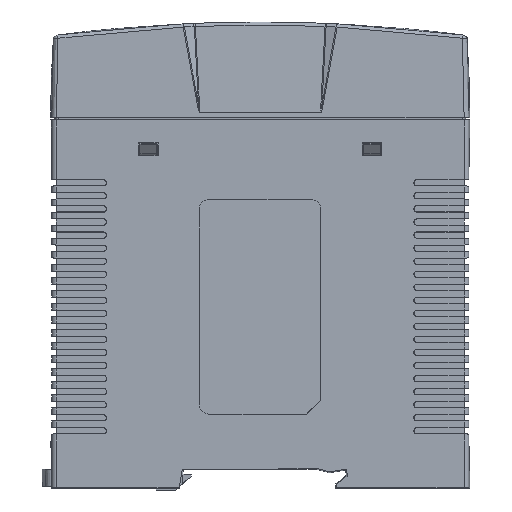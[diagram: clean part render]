
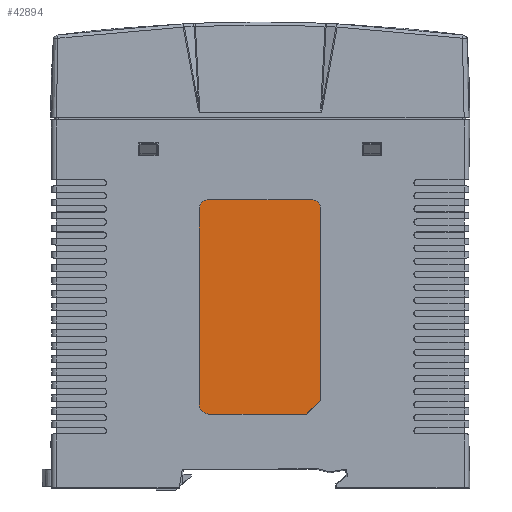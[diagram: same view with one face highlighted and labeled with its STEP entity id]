
A CAD part, left-side view. The second image highlights one B-rep face of the part: STEP entity #42894.
In plain terms, the highlighted planar face has unit normal (-1, 0, 0).
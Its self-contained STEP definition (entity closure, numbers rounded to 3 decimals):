
#8573=DIRECTION('',(0.,-1.,0.));
#8574=VECTOR('',#8573,22.);
#8575=CARTESIAN_POINT('',(-11.044,11.05,22.896));
#8576=LINE('',#8575,#8574);
#8580=CARTESIAN_POINT('',(-11.044,-10.95,
20.895));
#8581=DIRECTION('',(1.,0.,0.));
#8582=DIRECTION('',(0.,0.,1.));
#8583=AXIS2_PLACEMENT_3D('',#8580,#8581,#8582);
#8588=DIRECTION('',(0.,0.,-1.));
#8589=VECTOR('',#8588,41.001);
#8590=CARTESIAN_POINT('',(-11.044,-12.951,
20.895));
#8591=LINE('',#8590,#8589);
#8595=DIRECTION('',(0.,-0.707,0.707));
#8596=VECTOR('',#8595,4.244);
#8597=CARTESIAN_POINT('',(-11.044,-9.95,
-23.107));
#8598=LINE('',#8597,#8596);
#8602=DIRECTION('',(0.,-1.,0.));
#8603=VECTOR('',#8602,21.001);
#8604=CARTESIAN_POINT('',(-11.044,11.05,
-23.107));
#8605=LINE('',#8604,#8603);
#8609=CARTESIAN_POINT('',(-11.044,11.05,
-21.105));
#8610=DIRECTION('',(1.,0.,0.));
#8611=DIRECTION('',(0.,0.,-1.));
#8612=AXIS2_PLACEMENT_3D('',#8609,#8610,#8611);
#8617=DIRECTION('',(0.,0.,-1.));
#8618=VECTOR('',#8617,42.);
#8619=CARTESIAN_POINT('',(-11.044,13.052,20.895));
#8620=LINE('',#8619,#8618);
#8624=CARTESIAN_POINT('',(-11.044,11.05,20.895));
#8625=DIRECTION('',(1.,0.,0.));
#8626=DIRECTION('',(0.,1.,0.));
#8627=AXIS2_PLACEMENT_3D('',#8624,#8625,#8626);
#31105=CARTESIAN_POINT('',(-11.044,11.05,
22.896));
#31106=CARTESIAN_POINT('',(-11.044,-10.95,
22.896));
#31107=VERTEX_POINT('',#31105);
#31108=VERTEX_POINT('',#31106);
#31109=CARTESIAN_POINT('',(-11.044,-12.951,
20.895));
#31110=VERTEX_POINT('',#31109);
#31111=CARTESIAN_POINT('',(-11.044,-12.951,
-20.106));
#31112=VERTEX_POINT('',#31111);
#31113=CARTESIAN_POINT('',(-11.044,-9.95,
-23.107));
#31114=VERTEX_POINT('',#31113);
#31115=CARTESIAN_POINT('',(-11.044,11.05,
-23.107));
#31116=VERTEX_POINT('',#31115);
#31117=CARTESIAN_POINT('',(-11.044,13.052,
-21.105));
#31118=VERTEX_POINT('',#31117);
#31119=CARTESIAN_POINT('',(-11.044,13.052,
20.895));
#31120=VERTEX_POINT('',#31119);
#42872=CARTESIAN_POINT('',(-11.044,15.825,
27.669));
#42873=DIRECTION('',(1.,0.,0.));
#42874=DIRECTION('',(0.,1.,0.));
#42875=AXIS2_PLACEMENT_3D('',#42872,#42873,#42874);
#42876=PLANE('',#42875);
#42878=ORIENTED_EDGE('',*,*,#42877,.T.);
#42880=ORIENTED_EDGE('',*,*,#42879,.T.);
#42882=ORIENTED_EDGE('',*,*,#42881,.T.);
#42884=ORIENTED_EDGE('',*,*,#42883,.F.);
#42886=ORIENTED_EDGE('',*,*,#42885,.F.);
#42888=ORIENTED_EDGE('',*,*,#42887,.T.);
#42890=ORIENTED_EDGE('',*,*,#42889,.F.);
#42891=ORIENTED_EDGE('',*,*,#42855,.T.);
#42892=EDGE_LOOP('',(#42878,#42880,#42882,#42884,#42886,#42888,#42890,#42891));
#42893=FACE_OUTER_BOUND('',#42892,.F.);
#42894=ADVANCED_FACE('',(#42893),#42876,.F.);
#8584=CIRCLE('',#8583,2.002);
#8613=CIRCLE('',#8612,2.002);
#8628=CIRCLE('',#8627,2.002);
#42855=EDGE_CURVE('',#31120,#31107,#8628,.T.);
#42877=EDGE_CURVE('',#31107,#31108,#8576,.T.);
#42879=EDGE_CURVE('',#31108,#31110,#8584,.T.);
#42881=EDGE_CURVE('',#31110,#31112,#8591,.T.);
#42883=EDGE_CURVE('',#31114,#31112,#8598,.T.);
#42885=EDGE_CURVE('',#31116,#31114,#8605,.T.);
#42887=EDGE_CURVE('',#31116,#31118,#8613,.T.);
#42889=EDGE_CURVE('',#31120,#31118,#8620,.T.);
